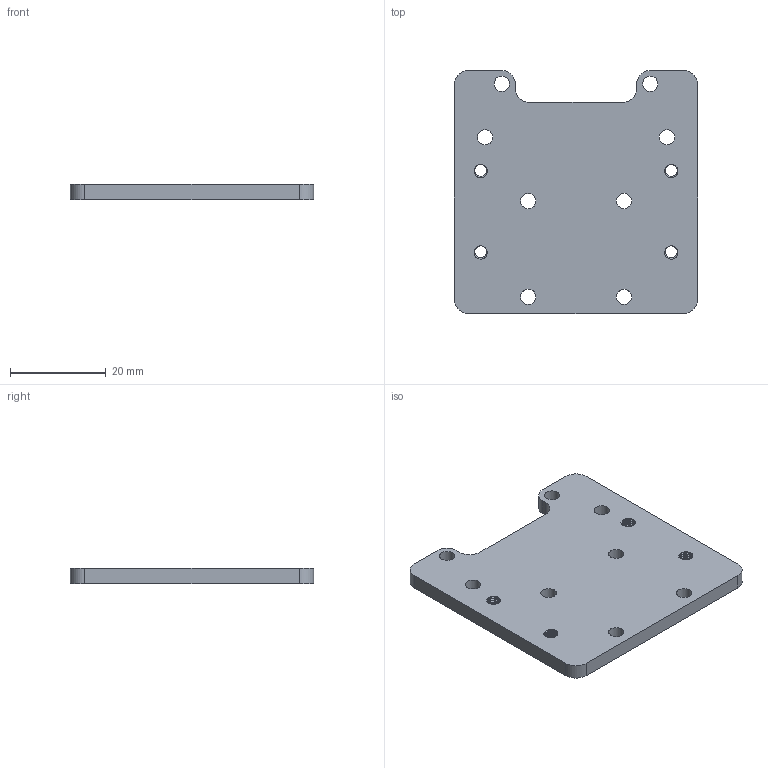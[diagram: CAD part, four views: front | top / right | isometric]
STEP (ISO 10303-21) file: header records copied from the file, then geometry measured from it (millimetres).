
FILE_DESCRIPTION(/* description */ (''),/* implementation_level */ '2;1');
FILE_NAME(/* name */ 'Master-XCarriage_V1_.125_6061.step',/* time_stamp */ '2023-01-31T19:20:37-05:00',/* author */ (''),/* organization */ (''),/* preprocessor_version */ 'ST-DEVELOPER v19.2',/* originating_system */ 'Autodesk Translation Framework v11.17.0.187',/* authorisation */ '');
FILE_SCHEMA (('AUTOMOTIVE_DESIGN { 1 0 10303 214 3 1 1 }'));
Length unit declared in the file: millimetre
Products named in the file (1): Master-XCarriage
Bounding box: 50.8 x 50.8 x 3.17 mm (x, y, z)
Volume: 7349.6 mm3; surface area: 5722.8 mm2
Topology: 1 solids, 1 shells, 94 faces, 276 edges, 184 vertices
Faces by surface type: cylinder 76, plane 10, bspline 8
Full cylindrical faces by diameter (mm): 2.529 x16, 3.086 x8, 3.2 x8
Entity records: 7185 total; most frequent: CARTESIAN_POINT 4840, ORIENTED_EDGE 552, DIRECTION 362, EDGE_CURVE 276, VERTEX_POINT 184, B_SPLINE_CURVE_WITH_KNOTS 136, AXIS2_PLACEMENT_3D 135, EDGE_LOOP 118
